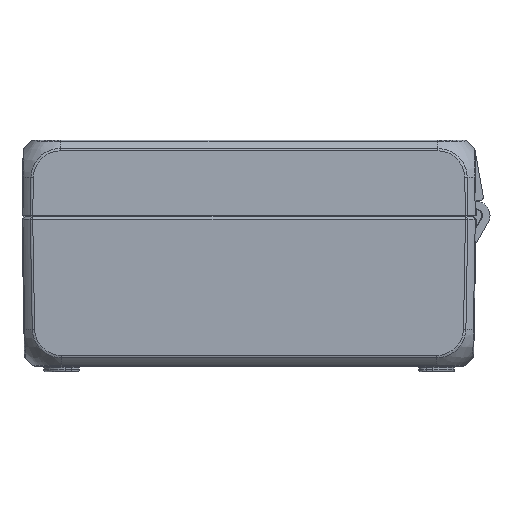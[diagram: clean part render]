
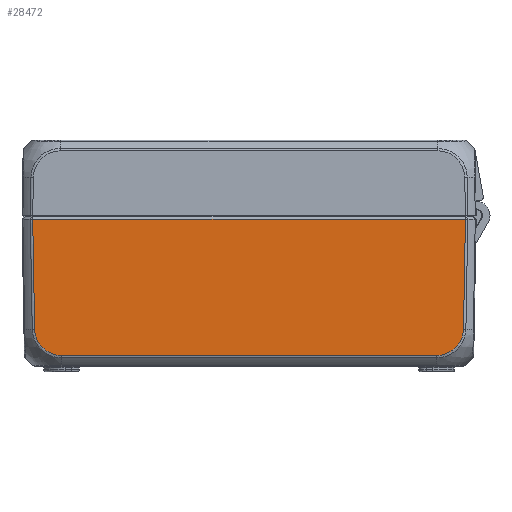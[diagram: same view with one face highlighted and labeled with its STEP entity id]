
A CAD part, front view. The second image highlights one B-rep face of the part: STEP entity #28472.
In plain terms, the highlighted planar face has unit normal (0, -1, -0.018).
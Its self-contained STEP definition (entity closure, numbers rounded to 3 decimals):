
#667=B_SPLINE_CURVE_WITH_KNOTS('',3,(#66732,#66733,#66734,#66735,#66736,
#66737,#66738,#66739,#66740,#66741,#66742,#66743,#66744,#66745,#66746,#66747,
#66748,#66749,#66750,#66751,#66752,#66753,#66754,#66755,#66756,#66757,#66758,
#66759,#66760,#66761,#66762,#66763,#66764,#66765,#66766,#66767,#66768,#66769,
#66770,#66771),.UNSPECIFIED.,.F.,.F.,(4,2,2,2,2,2,2,2,2,2,2,2,2,2,2,2,2,
1,1,2,4),(0.,0.046,0.059,0.073,
0.075,0.172,0.174,0.175,
0.285,0.422,0.481,0.658,
0.801,0.817,0.826,0.895,0.971,
1.038,1.072,1.105,1.107),
 .UNSPECIFIED.);
#669=B_SPLINE_CURVE_WITH_KNOTS('',3,(#66977,#66978,#66979,#66980,#66981,
#66982,#66983,#66984,#66985,#66986,#66987,#66988,#66989,#66990,#66991,#66992,
#66993,#66994,#66995,#66996,#66997,#66998,#66999,#67000,#67001,#67002,#67003,
#67004,#67005,#67006,#67007,#67008,#67009,#67010,#67011,#67012,#67013,#67014,
#67015),.UNSPECIFIED.,.F.,.F.,(4,2,1,2,2,2,2,2,2,2,2,2,2,2,2,2,2,2,2,4),
(0.,0.002,0.033,0.065,
0.138,0.279,0.29,0.31,
0.452,0.526,0.629,0.689,
0.825,0.94,0.941,1.037,
1.042,1.053,1.067,1.112),
 .UNSPECIFIED.);
#1259=PLANE('',#30964);
#3066=FACE_OUTER_BOUND('',#4821,.T.);
#4821=EDGE_LOOP('',(#20374,#20375,#20376,#20377,#20378,#20379));
#6262=LINE('',#53885,#7924);
#6432=LINE('',#66567,#8094);
#6435=LINE('',#66817,#8097);
#6437=LINE('',#67057,#8099);
#7924=VECTOR('',#34678,10.);
#8094=VECTOR('',#35722,10.);
#8097=VECTOR('',#35731,10.);
#8099=VECTOR('',#35737,10.);
#11217=VERTEX_POINT('',#53877);
#11219=VERTEX_POINT('',#53883);
#11495=VERTEX_POINT('',#66565);
#11497=VERTEX_POINT('',#66730);
#11499=VERTEX_POINT('',#66815);
#11501=VERTEX_POINT('',#66975);
#14115=EDGE_CURVE('',#11217,#11219,#6262,.T.);
#14665=EDGE_CURVE('',#11495,#11219,#6432,.T.);
#14668=EDGE_CURVE('',#11497,#11495,#667,.T.);
#14672=EDGE_CURVE('',#11499,#11497,#6435,.T.);
#14674=EDGE_CURVE('',#11501,#11499,#669,.T.);
#14677=EDGE_CURVE('',#11217,#11501,#6437,.T.);
#20374=ORIENTED_EDGE('',*,*,#14665,.F.);
#20375=ORIENTED_EDGE('',*,*,#14668,.F.);
#20376=ORIENTED_EDGE('',*,*,#14672,.F.);
#20377=ORIENTED_EDGE('',*,*,#14674,.F.);
#20378=ORIENTED_EDGE('',*,*,#14677,.F.);
#20379=ORIENTED_EDGE('',*,*,#14115,.T.);
#28472=ADVANCED_FACE('',(#3066),#1259,.T.);
#30964=AXIS2_PLACEMENT_3D('',#67058,#35738,#35739);
#34678=DIRECTION('',(-1.,0.,0.));
#35722=DIRECTION('',(-0.017,-0.017,1.));
#35731=DIRECTION('',(-1.,0.,0.));
#35737=DIRECTION('',(-0.017,0.017,-1.));
#35738=DIRECTION('center_axis',(0.,-1.,-0.017));
#35739=DIRECTION('ref_axis',(-1.,0.,0.));
#53877=CARTESIAN_POINT('',(57.647,-43.,-0.8));
#53883=CARTESIAN_POINT('',(-57.647,-43.,-0.8));
#53885=CARTESIAN_POINT('',(21.5,-43.,-0.8));
#66565=CARTESIAN_POINT('',(-57.135,-42.488,-30.126));
#66567=CARTESIAN_POINT('',(-57.64,-42.994,-1.161));
#66730=CARTESIAN_POINT('',(-49.97,-42.365,-37.153));
#66732=CARTESIAN_POINT('Ctrl Pts',(-49.97,-42.365,
-37.153));
#66733=CARTESIAN_POINT('Ctrl Pts',(-50.124,-42.365,
-37.153));
#66734=CARTESIAN_POINT('Ctrl Pts',(-50.277,-42.365,
-37.151));
#66735=CARTESIAN_POINT('Ctrl Pts',(-50.474,-42.366,
-37.139));
#66736=CARTESIAN_POINT('Ctrl Pts',(-50.517,-42.366,-37.136));
#66737=CARTESIAN_POINT('Ctrl Pts',(-50.607,-42.366,
-37.128));
#66738=CARTESIAN_POINT('Ctrl Pts',(-50.653,-42.366,
-37.124));
#66739=CARTESIAN_POINT('Ctrl Pts',(-50.706,-42.366,
-37.119));
#66740=CARTESIAN_POINT('Ctrl Pts',(-50.714,-42.366,
-37.118));
#66741=CARTESIAN_POINT('Ctrl Pts',(-51.042,-42.367,
-37.084));
#66742=CARTESIAN_POINT('Ctrl Pts',(-51.361,-42.368,-37.027));
#66743=CARTESIAN_POINT('Ctrl Pts',(-51.68,-42.369,-36.949));
#66744=CARTESIAN_POINT('Ctrl Pts',(-51.686,-42.369,
-36.947));
#66745=CARTESIAN_POINT('Ctrl Pts',(-51.696,-42.369,
-36.945));
#66746=CARTESIAN_POINT('Ctrl Pts',(-51.7,-42.369,-36.944));
#66747=CARTESIAN_POINT('Ctrl Pts',(-52.061,-42.371,
-36.853));
#66748=CARTESIAN_POINT('Ctrl Pts',(-52.41,-42.373,-36.736));
#66749=CARTESIAN_POINT('Ctrl Pts',(-53.168,-42.378,
-36.415));
#66750=CARTESIAN_POINT('Ctrl Pts',(-53.576,-42.382,
-36.196));
#66751=CARTESIAN_POINT('Ctrl Pts',(-54.125,-42.389,
-35.828));
#66752=CARTESIAN_POINT('Ctrl Pts',(-54.287,-42.391,
-35.71));
#66753=CARTESIAN_POINT('Ctrl Pts',(-54.907,-42.399,-35.213));
#66754=CARTESIAN_POINT('Ctrl Pts',(-55.32,-42.407,-34.789));
#66755=CARTESIAN_POINT('Ctrl Pts',(-55.974,-42.422,
-33.933));
#66756=CARTESIAN_POINT('Ctrl Pts',(-56.227,-42.429,
-33.52));
#66757=CARTESIAN_POINT('Ctrl Pts',(-56.457,-42.437,
-33.041));
#66758=CARTESIAN_POINT('Ctrl Pts',(-56.48,-42.438,
-32.991));
#66759=CARTESIAN_POINT('Ctrl Pts',(-56.515,-42.439,
-32.915));
#66760=CARTESIAN_POINT('Ctrl Pts',(-56.527,-42.44,
-32.887));
#66761=CARTESIAN_POINT('Ctrl Pts',(-56.631,-42.444,
-32.65));
#66762=CARTESIAN_POINT('Ctrl Pts',(-56.713,-42.448,
-32.436));
#66763=CARTESIAN_POINT('Ctrl Pts',(-56.863,-42.456,-31.975));
#66764=CARTESIAN_POINT('Ctrl Pts',(-56.93,-42.46,-31.728));
#66765=CARTESIAN_POINT('Ctrl Pts',(-57.03,-42.468,
-31.259));
#66766=CARTESIAN_POINT('Ctrl Pts',(-57.088,-42.474,
-30.926));
#66767=CARTESIAN_POINT('Ctrl Pts',(-57.128,-42.482,
-30.48));
#66768=CARTESIAN_POINT('Ctrl Pts',(-57.133,-42.486,
-30.256));
#66769=CARTESIAN_POINT('Ctrl Pts',(-57.135,-42.488,
-30.138));
#66770=CARTESIAN_POINT('Ctrl Pts',(-57.135,-42.488,
-30.132));
#66771=CARTESIAN_POINT('Ctrl Pts',(-57.135,-42.488,
-30.126));
#66815=CARTESIAN_POINT('',(49.97,-42.365,-37.153));
#66817=CARTESIAN_POINT('',(0.,-42.365,-37.153));
#66975=CARTESIAN_POINT('',(57.135,-42.488,-30.126));
#66977=CARTESIAN_POINT('Ctrl Pts',(57.135,-42.488,-30.126));
#66978=CARTESIAN_POINT('Ctrl Pts',(57.135,-42.488,-30.131));
#66979=CARTESIAN_POINT('Ctrl Pts',(57.134,-42.488,-30.137));
#66980=CARTESIAN_POINT('Ctrl Pts',(57.132,-42.486,-30.248));
#66981=CARTESIAN_POINT('Ctrl Pts',(57.127,-42.482,-30.458));
#66982=CARTESIAN_POINT('Ctrl Pts',(57.109,-42.479,-30.668));
#66983=CARTESIAN_POINT('Ctrl Pts',(57.072,-42.473,-31.014));
#66984=CARTESIAN_POINT('Ctrl Pts',(57.033,-42.468,-31.254));
#66985=CARTESIAN_POINT('Ctrl Pts',(56.883,-42.456,-31.953));
#66986=CARTESIAN_POINT('Ctrl Pts',(56.737,-42.448,-32.405));
#66987=CARTESIAN_POINT('Ctrl Pts',(56.535,-42.44,-32.87));
#66988=CARTESIAN_POINT('Ctrl Pts',(56.521,-42.44,-32.901));
#66989=CARTESIAN_POINT('Ctrl Pts',(56.479,-42.438,-32.995));
#66990=CARTESIAN_POINT('Ctrl Pts',(56.449,-42.437,-33.057));
#66991=CARTESIAN_POINT('Ctrl Pts',(56.211,-42.428,-33.544));
#66992=CARTESIAN_POINT('Ctrl Pts',(55.962,-42.421,-33.949));
#66993=CARTESIAN_POINT('Ctrl Pts',(55.527,-42.411,-34.519));
#66994=CARTESIAN_POINT('Ctrl Pts',(55.369,-42.408,-34.706));
#66995=CARTESIAN_POINT('Ctrl Pts',(54.965,-42.401,-35.135));
#66996=CARTESIAN_POINT('Ctrl Pts',(54.711,-42.397,-35.369));
#66997=CARTESIAN_POINT('Ctrl Pts',(54.285,-42.391,-35.711));
#66998=CARTESIAN_POINT('Ctrl Pts',(54.122,-42.389,-35.83));
#66999=CARTESIAN_POINT('Ctrl Pts',(53.579,-42.382,-36.195));
#67000=CARTESIAN_POINT('Ctrl Pts',(53.179,-42.378,-36.412));
#67001=CARTESIAN_POINT('Ctrl Pts',(52.41,-42.373,-36.736));
#67002=CARTESIAN_POINT('Ctrl Pts',(52.047,-42.371,-36.856));
#67003=CARTESIAN_POINT('Ctrl Pts',(51.673,-42.369,-36.949));
#67004=CARTESIAN_POINT('Ctrl Pts',(51.668,-42.369,-36.95));
#67005=CARTESIAN_POINT('Ctrl Pts',(51.355,-42.368,-37.026));
#67006=CARTESIAN_POINT('Ctrl Pts',(51.04,-42.367,-37.082));
#67007=CARTESIAN_POINT('Ctrl Pts',(50.705,-42.366,-37.118));
#67008=CARTESIAN_POINT('Ctrl Pts',(50.686,-42.366,-37.12));
#67009=CARTESIAN_POINT('Ctrl Pts',(50.631,-42.366,-37.125));
#67010=CARTESIAN_POINT('Ctrl Pts',(50.594,-42.366,-37.129));
#67011=CARTESIAN_POINT('Ctrl Pts',(50.512,-42.366,-37.135));
#67012=CARTESIAN_POINT('Ctrl Pts',(50.468,-42.366,-37.139));
#67013=CARTESIAN_POINT('Ctrl Pts',(50.272,-42.365,-37.151));
#67014=CARTESIAN_POINT('Ctrl Pts',(50.121,-42.365,-37.153));
#67015=CARTESIAN_POINT('Ctrl Pts',(49.97,-42.365,-37.153));
#67057=CARTESIAN_POINT('',(57.64,-42.994,-1.161));
#67058=CARTESIAN_POINT('Origin',(43.,-43.014,0.));
